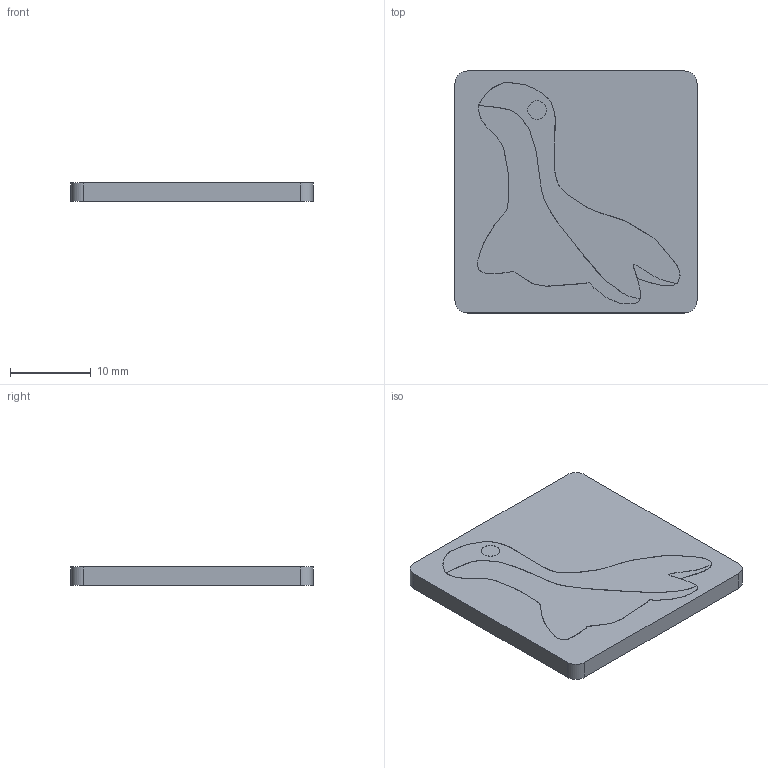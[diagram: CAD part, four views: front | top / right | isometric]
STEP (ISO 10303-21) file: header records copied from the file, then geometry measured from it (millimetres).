
FILE_DESCRIPTION(/* description */ (''),/* implementation_level */ '2;1');
FILE_NAME(/* name */ 'Face Plate Nessie_2.stp',/* time_stamp */ '2025-04-15T23:36:51-04:00',/* author */ ('Ryan'),/* organization */ (''),/* preprocessor_version */ 'ST-DEVELOPER v20',/* originating_system */ 'Autodesk Inventor 2024',/* authorisation */ '');
FILE_SCHEMA (('AUTOMOTIVE_DESIGN { 1 0 10303 214 3 1 1 }'));
Length unit declared in the file: inch
Products named in the file (1): Face Plate Nessie_2
Bounding box: 30 x 30 x 2.29 mm (x, y, z)
Volume: 2002.2 mm3; surface area: 2098.6 mm2
Topology: 1 solids, 1 shells, 38 faces, 83 edges, 53 vertices
Faces by surface type: plane 16, bspline 9, cylinder 9, cone 4
Full cylindrical faces by diameter (mm): 2.286 x1, 3.175 x4
Entity records: 3302 total; most frequent: CARTESIAN_POINT 2455, ORIENTED_EDGE 166, DIRECTION 154, EDGE_CURVE 83, AXIS2_PLACEMENT_3D 58, VERTEX_POINT 53, EDGE_LOOP 44, FACE_OUTER_BOUND 38
